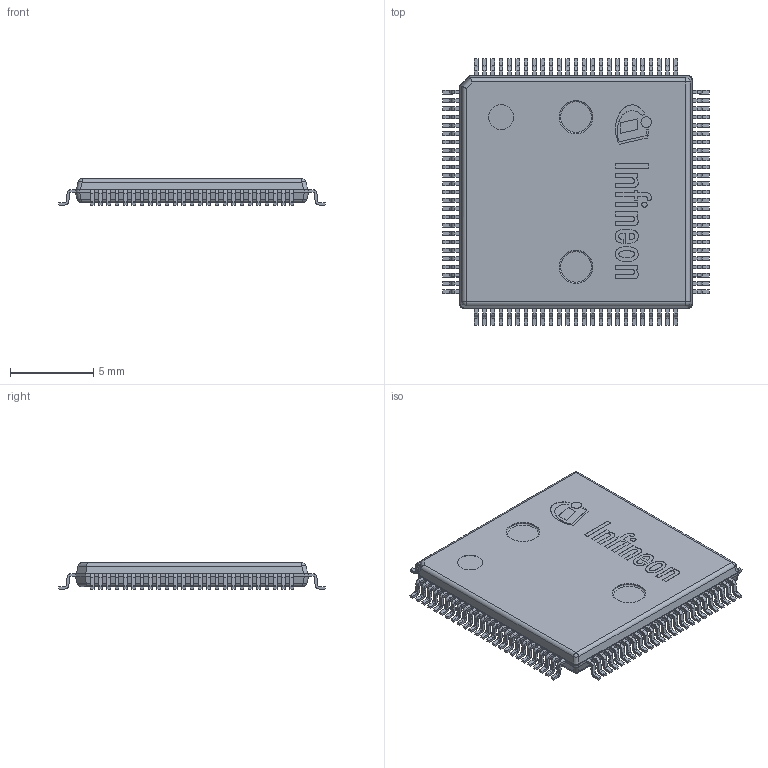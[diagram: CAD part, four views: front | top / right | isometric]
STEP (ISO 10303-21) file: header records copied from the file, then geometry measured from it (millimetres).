
FILE_DESCRIPTION(/* description */ (''),/* implementation_level */ '2;1');
FILE_NAME(/* name */ 'PG-LQFP-100-15_Z8B00022068_5.stp',/* time_stamp */ '2024-09-17T18:34:20+05:30',/* author */ ('sivamani'),/* organization */ (''),/* preprocessor_version */ 'ST-DEVELOPER v19.2',/* originating_system */ 'AutoCAD Mechanical',/* authorisation */ '');
FILE_SCHEMA (('AUTOMOTIVE_DESIGN { 1 0 10303 214 3 1 1 }'));
Length unit declared in the file: millimetre
Products named in the file (1): Product
Bounding box: 16 x 16 x 1.61 mm (x, y, z)
Volume: 277.1 mm3; surface area: 1427.5 mm2
Topology: 117 solids, 117 shells, 1599 faces, 4054 edges, 2695 vertices
Faces by surface type: plane 1138, cylinder 428, bspline 22, sphere 6, torus 5
Full cylindrical faces by diameter (mm): 0.318 x1, 0.637 x1, 1 x3, 1.5 x2, 2 x2
Entity records: 48158 total; most frequent: CARTESIAN_POINT 9183, ORIENTED_EDGE 8108, DIRECTION 7932, EDGE_CURVE 4054, LINE 3044, VECTOR 3044, VERTEX_POINT 2695, AXIS2_PLACEMENT_3D 2444
